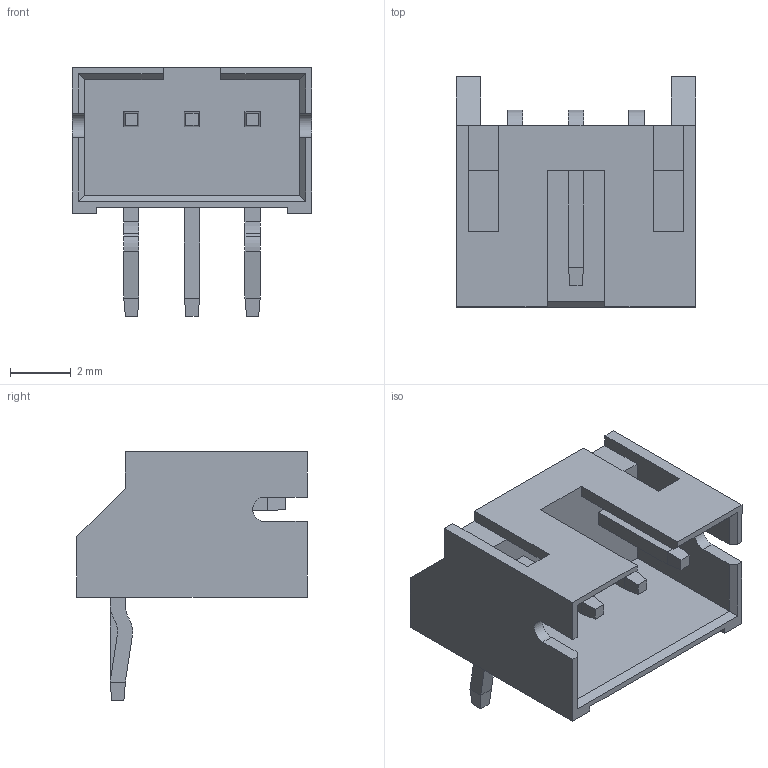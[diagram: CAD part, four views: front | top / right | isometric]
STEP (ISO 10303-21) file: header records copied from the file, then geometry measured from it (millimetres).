
FILE_DESCRIPTION (( 'STEP AP214' ), '1' );
FILE_NAME ('CONN-TH_3P-P2.00_S3B-PH-K-S-LF-SN.STEP', '2023-08-17T06:01:26', ( '' ), ( '' ), 'SwSTEP 2.0', 'SolidWorks 2020', '' );
FILE_SCHEMA (( 'AUTOMOTIVE_DESIGN' ));
Length unit declared in the file: millimetre
Products named in the file (1): CONN-TH_3P-P2.00_S3B-PH-K-S-LF-SN
Bounding box: 7.9 x 7.6 x 8.2 mm (x, y, z)
Volume: 102.1 mm3; surface area: 395.5 mm2
Topology: 1 solids, 1 shells, 355 faces, 966 edges, 634 vertices
Faces by surface type: plane 241, bspline 98, cylinder 16
Entity records: 15511 total; most frequent: CARTESIAN_POINT 3262, ORIENTED_EDGE 1932, DIRECTION 1314, EDGE_CURVE 966, LINE 734, VECTOR 734, VERTEX_POINT 634, EDGE_LOOP 380
